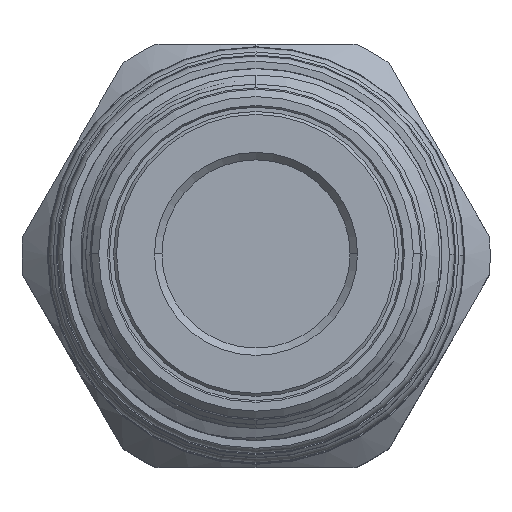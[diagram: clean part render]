
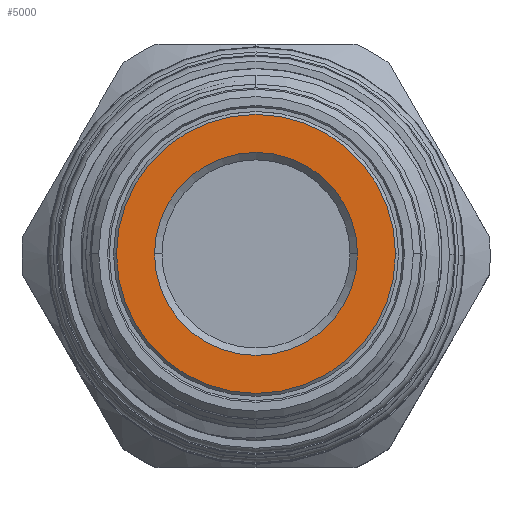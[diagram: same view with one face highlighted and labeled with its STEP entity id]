
A CAD part, top view. The second image highlights one B-rep face of the part: STEP entity #5000.
In plain terms, the highlighted planar face has unit normal (0, 0, 1).
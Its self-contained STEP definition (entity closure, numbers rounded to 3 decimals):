
#90 = CARTESIAN_POINT ( 'NONE',  ( 0., 0., 19. ) ) ;
#753 = CIRCLE ( 'NONE', #5243, 9.415 ) ;
#875 = VERTEX_POINT ( 'NONE', #3107 ) ;
#1406 = AXIS2_PLACEMENT_3D ( 'NONE', #7366, #4584, #3597 ) ;
#1902 = EDGE_CURVE ( 'NONE', #7565, #5935, #4396, .T. ) ;
#1924 = DIRECTION ( 'NONE',  ( 1., 0., 0. ) ) ;
#2346 = ORIENTED_EDGE ( 'NONE', *, *, #1902, .T. ) ;
#2588 = CARTESIAN_POINT ( 'NONE',  ( 9.615, 0., 19. ) ) ;
#3107 = CARTESIAN_POINT ( 'NONE',  ( -6.85, 0., 19. ) ) ;
#3515 = VERTEX_POINT ( 'NONE', #7095 ) ;
#3597 = DIRECTION ( 'NONE',  ( -1., 0., 0. ) ) ;
#3697 = AXIS2_PLACEMENT_3D ( 'NONE', #11433, #6057, #7913 ) ;
#3715 = EDGE_CURVE ( 'NONE', #5935, #7565, #753, .T. ) ;
#4383 = CARTESIAN_POINT ( 'NONE',  ( 0., 0., 19. ) ) ;
#4396 = CIRCLE ( 'NONE', #1406, 9.415 ) ;
#4584 = DIRECTION ( 'NONE',  ( 0., 0., 1. ) ) ;
#5000 = ADVANCED_FACE ( 'NONE', ( #9068, #11473 ), #11770, .T. ) ;
#5243 = AXIS2_PLACEMENT_3D ( 'NONE', #4383, #8939, #5295 ) ;
#5259 = ORIENTED_EDGE ( 'NONE', *, *, #9856, .T. ) ;
#5295 = DIRECTION ( 'NONE',  ( -1., 0., 0. ) ) ;
#5935 = VERTEX_POINT ( 'NONE', #10893 ) ;
#6057 = DIRECTION ( 'NONE',  ( 0., 0., -1. ) ) ;
#6394 = ORIENTED_EDGE ( 'NONE', *, *, #3715, .T. ) ;
#6481 = DIRECTION ( 'NONE',  ( 0., 0., -1. ) ) ;
#6533 = EDGE_LOOP ( 'NONE', ( #5259, #9529 ) ) ;
#7095 = CARTESIAN_POINT ( 'NONE',  ( 6.85, 0., 19. ) ) ;
#7366 = CARTESIAN_POINT ( 'NONE',  ( 0., 0., 19. ) ) ;
#7565 = VERTEX_POINT ( 'NONE', #10646 ) ;
#7913 = DIRECTION ( 'NONE',  ( 1., 0., 0. ) ) ;
#8548 = EDGE_CURVE ( 'NONE', #3515, #875, #11303, .T. ) ;
#8601 = AXIS2_PLACEMENT_3D ( 'NONE', #2588, #9035, #9879 ) ;
#8939 = DIRECTION ( 'NONE',  ( 0., 0., 1. ) ) ;
#9035 = DIRECTION ( 'NONE',  ( 0., 0., 1. ) ) ;
#9068 = FACE_OUTER_BOUND ( 'NONE', #10543, .T. ) ;
#9085 = AXIS2_PLACEMENT_3D ( 'NONE', #90, #6481, #1924 ) ;
#9529 = ORIENTED_EDGE ( 'NONE', *, *, #8548, .T. ) ;
#9856 = EDGE_CURVE ( 'NONE', #875, #3515, #10588, .T. ) ;
#9879 = DIRECTION ( 'NONE',  ( -1., 0., 0. ) ) ;
#10543 = EDGE_LOOP ( 'NONE', ( #2346, #6394 ) ) ;
#10588 = CIRCLE ( 'NONE', #3697, 6.85 ) ;
#10646 = CARTESIAN_POINT ( 'NONE',  ( 9.415, 0., 19. ) ) ;
#10893 = CARTESIAN_POINT ( 'NONE',  ( -9.415, 0., 19. ) ) ;
#11303 = CIRCLE ( 'NONE', #9085, 6.85 ) ;
#11433 = CARTESIAN_POINT ( 'NONE',  ( 0., 0., 19. ) ) ;
#11473 = FACE_BOUND ( 'NONE', #6533, .T. ) ;
#11770 = PLANE ( 'NONE',  #8601 ) ;
